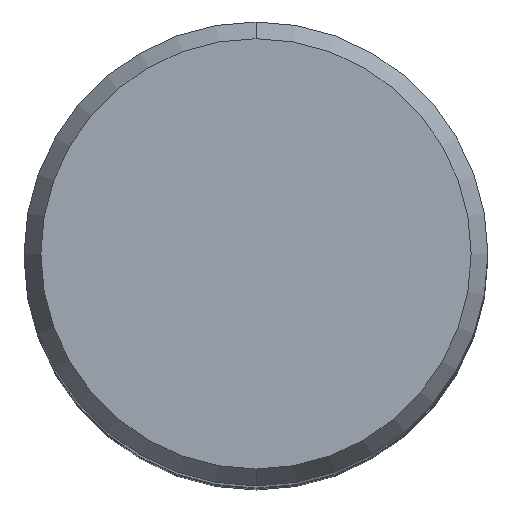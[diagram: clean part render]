
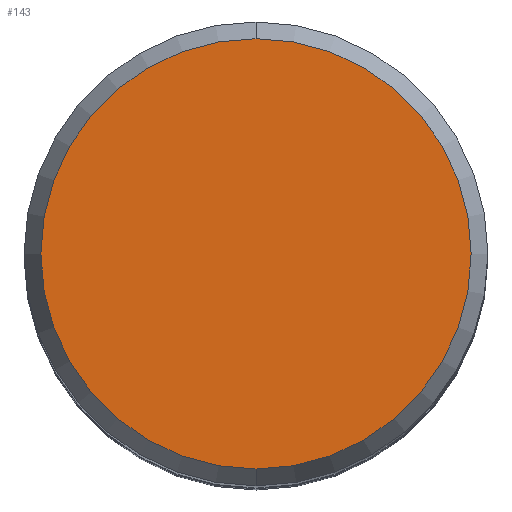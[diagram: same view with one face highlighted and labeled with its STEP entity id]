
A CAD part, top view. The second image highlights one B-rep face of the part: STEP entity #143.
In plain terms, the highlighted planar face has unit normal (0, 0, 1).
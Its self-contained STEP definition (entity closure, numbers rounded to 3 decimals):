
#143=ADVANCED_FACE('',(#363),#364,.T.);
#229=VERTEX_POINT('',#461);
#269=EDGE_CURVE('',#229,#295,#504,.T.);
#281=EDGE_CURVE('',#295,#229,#518,.T.);
#295=VERTEX_POINT('',#536);
#363=FACE_OUTER_BOUND('',#606,.T.);
#364=PLANE('',#607);
#461=CARTESIAN_POINT('',(0.0,8.837,0.01));
#504=CIRCLE('',#781,8.837);
#518=CIRCLE('',#803,8.837);
#536=CARTESIAN_POINT('',(0.,-8.837,0.01));
#606=EDGE_LOOP('',(#895,#896));
#607=AXIS2_PLACEMENT_3D('',#897,#898,#899);
#781=AXIS2_PLACEMENT_3D('',#1084,#1085,#1086);
#803=AXIS2_PLACEMENT_3D('',#1101,#1102,#1103);
#895=ORIENTED_EDGE('',*,*,#269,.F.);
#896=ORIENTED_EDGE('',*,*,#281,.F.);
#897=CARTESIAN_POINT('',(0.0,4.419,0.01));
#898=DIRECTION('',(-0.0,0.0,1.0));
#899=DIRECTION('',(0.0,-1.0,0.0));
#1084=CARTESIAN_POINT('',(0.0,0.0,0.01));
#1085=DIRECTION('',(0.0,0.0,-1.0));
#1086=DIRECTION('',(0.0,1.0,0.0));
#1101=CARTESIAN_POINT('',(0.0,0.0,0.01));
#1102=DIRECTION('',(0.0,0.0,-1.0));
#1103=DIRECTION('',(0.0,1.0,0.0));
